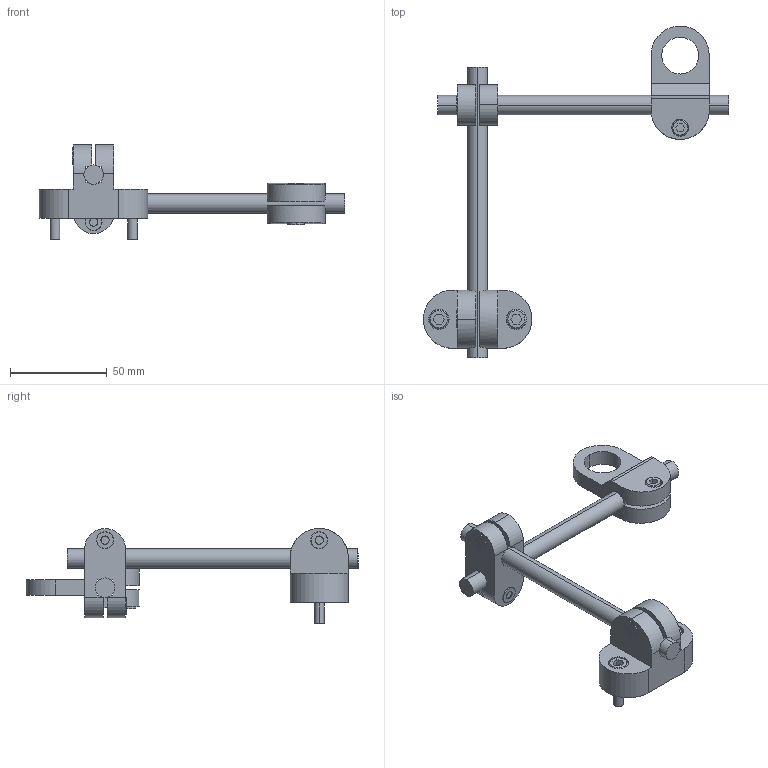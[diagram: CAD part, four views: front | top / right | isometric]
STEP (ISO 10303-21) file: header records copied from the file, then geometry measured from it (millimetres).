
FILE_DESCRIPTION (( 'STEP AP214' ), '1' );
FILE_NAME ('Rexnord-S0342-S0342 -605153N.step', '2019-06-25T23:44:29', ( '' ), ( '' ), 'SwSTEP 2.0', 'SolidWorks 2019', '' );
FILE_SCHEMA (( 'AUTOMOTIVE_DESIGN' ));
Length unit declared in the file: millimetre
Products named in the file (1): Rexnord-S0342-S0342 -605153N
Bounding box: 157.5 x 171.3 x 49 mm (x, y, z)
Surface area: 31160.5 mm2 (no closed solid volume)
Topology: 0 solids, 21 shells, 193 faces, 584 edges, 402 vertices
Faces by surface type: plane 113, cylinder 68, cone 12
Entity records: 8746 total; most frequent: CARTESIAN_POINT 1278, DIRECTION 1164, ORIENTED_EDGE 978, EDGE_CURVE 584, AXIS2_PLACEMENT_3D 408, VERTEX_POINT 402, LINE 348, VECTOR 348
